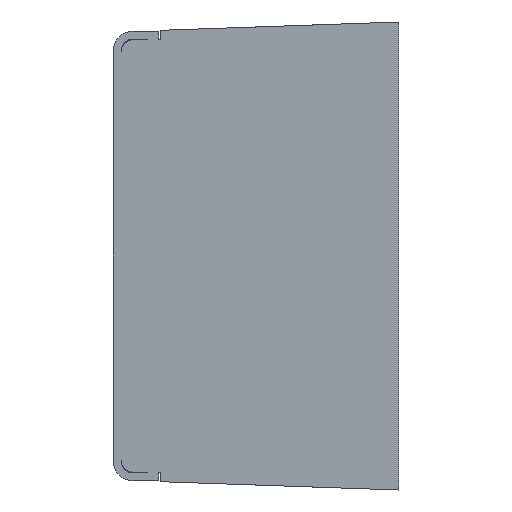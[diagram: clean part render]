
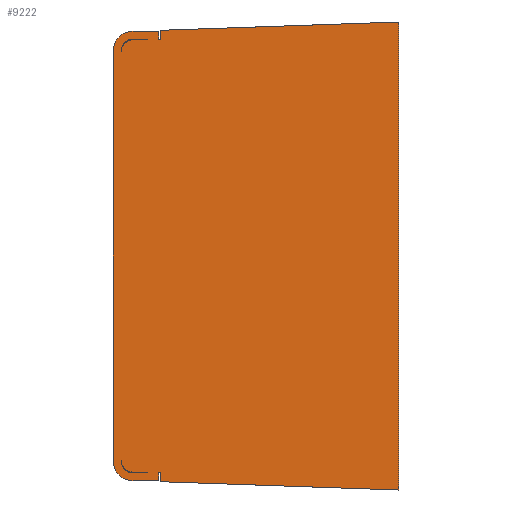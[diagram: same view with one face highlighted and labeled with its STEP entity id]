
A CAD part, left-side view. The second image highlights one B-rep face of the part: STEP entity #9222.
In plain terms, the highlighted planar face has unit normal (-1, 0, 0).
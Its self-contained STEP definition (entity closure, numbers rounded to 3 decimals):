
#806=CARTESIAN_POINT('',(0.,69.998,-7.304));
#807=CARTESIAN_POINT('',(0.,69.977,-6.99));
#808=CARTESIAN_POINT('',(0.,69.843,-6.418));
#809=CARTESIAN_POINT('',(0.,69.393,-5.614));
#810=CARTESIAN_POINT('',(0.,68.727,-4.991));
#811=CARTESIAN_POINT('',(0.,67.9,-4.591));
#812=CARTESIAN_POINT('',(0.,67.31,-4.5));
#813=CARTESIAN_POINT('',(0.,67.,-4.5));
#815=DIRECTION('',(0.,-1.,0.));
#816=VECTOR('',#815,3.6);
#817=CARTESIAN_POINT('',(0.,67.,-4.5));
#818=LINE('',#817,#816);
#819=DIRECTION('',(0.,1.,0.));
#820=VECTOR('',#819,3.);
#821=CARTESIAN_POINT('',(0.,64.,-4.3));
#822=LINE('',#821,#820);
#823=CARTESIAN_POINT('',(0.,67.,-4.3));
#824=CARTESIAN_POINT('',(0.,67.268,-4.3));
#825=CARTESIAN_POINT('',(0.,67.783,-4.369));
#826=CARTESIAN_POINT('',(0.,68.518,-4.672));
#827=CARTESIAN_POINT('',(0.,69.146,-5.155));
#828=CARTESIAN_POINT('',(0.,69.628,-5.782));
#829=CARTESIAN_POINT('',(0.,69.932,-6.519));
#830=CARTESIAN_POINT('',(0.,69.998,-7.029));
#831=CARTESIAN_POINT('',(0.,69.998,-7.304));
#833=DIRECTION('',(0.,1.,0.));
#834=VECTOR('',#833,0.673);
#835=CARTESIAN_POINT('',(0.,60.,-113.5));
#836=LINE('',#835,#834);
#837=DIRECTION('',(0.,0.,-1.));
#838=VECTOR('',#837,1.5);
#839=CARTESIAN_POINT('',(0.,60.5,-114.2));
#840=LINE('',#839,#838);
#841=DIRECTION('',(0.,1.,0.));
#842=VECTOR('',#841,6.5);
#843=CARTESIAN_POINT('',(0.,60.5,-115.7));
#844=LINE('',#843,#842);
#845=CARTESIAN_POINT('',(0.,67.,-110.7));
#846=DIRECTION('',(-1.,0.,0.));
#847=DIRECTION('',(0.,1.,0.));
#848=AXIS2_PLACEMENT_3D('',#845,#846,#847);
#850=DIRECTION('',(0.,0.,1.));
#851=VECTOR('',#850,103.4);
#852=CARTESIAN_POINT('',(0.,72.,-110.7));
#853=LINE('',#852,#851);
#854=CARTESIAN_POINT('',(0.,67.,-7.3));
#855=DIRECTION('',(-1.,0.,0.));
#856=DIRECTION('',(0.,0.,1.));
#857=AXIS2_PLACEMENT_3D('',#854,#855,#856);
#859=DIRECTION('',(0.,-1.,0.));
#860=VECTOR('',#859,6.5);
#861=CARTESIAN_POINT('',(0.,67.,-2.3));
#862=LINE('',#861,#860);
#863=DIRECTION('',(0.,0.,-1.));
#864=VECTOR('',#863,1.5);
#865=CARTESIAN_POINT('',(0.,60.5,-2.3));
#866=LINE('',#865,#864);
#867=DIRECTION('',(0.,-1.,0.));
#868=VECTOR('',#867,0.673);
#869=CARTESIAN_POINT('',(0.,60.673,-4.5));
#870=LINE('',#869,#868);
#871=DIRECTION('',(0.,0.,1.));
#872=VECTOR('',#871,2.405);
#873=CARTESIAN_POINT('',(0.,60.,-4.5));
#874=LINE('',#873,#872);
#875=DIRECTION('',(0.,-0.999,0.035));
#876=VECTOR('',#875,60.037);
#877=CARTESIAN_POINT('',(0.,60.,-2.095));
#878=LINE('',#877,#876);
#879=DIRECTION('',(0.,0.,-1.));
#880=VECTOR('',#879,118.);
#881=CARTESIAN_POINT('',(0.,0.,0.));
#882=LINE('',#881,#880);
#883=DIRECTION('',(0.,0.999,0.035));
#884=VECTOR('',#883,60.037);
#885=CARTESIAN_POINT('',(0.,0.,-118.));
#886=LINE('',#885,#884);
#887=DIRECTION('',(0.,0.,1.));
#888=VECTOR('',#887,2.405);
#889=CARTESIAN_POINT('',(0.,60.,-115.905));
#890=LINE('',#889,#888);
#891=CARTESIAN_POINT('',(0.,69.998,-110.696));
#892=CARTESIAN_POINT('',(0.,69.998,-110.971));
#893=CARTESIAN_POINT('',(0.,69.932,-111.481));
#894=CARTESIAN_POINT('',(0.,69.628,-112.218));
#895=CARTESIAN_POINT('',(0.,69.146,-112.845));
#896=CARTESIAN_POINT('',(0.,68.518,-113.328));
#897=CARTESIAN_POINT('',(0.,67.783,-113.631));
#898=CARTESIAN_POINT('',(0.,67.268,-113.7));
#899=CARTESIAN_POINT('',(0.,67.,-113.7));
#901=DIRECTION('',(0.,1.,0.));
#902=VECTOR('',#901,3.);
#903=CARTESIAN_POINT('',(0.,64.,-113.7));
#904=LINE('',#903,#902);
#905=DIRECTION('',(0.,1.,0.));
#906=VECTOR('',#905,3.6);
#907=CARTESIAN_POINT('',(0.,63.4,-113.5));
#908=LINE('',#907,#906);
#909=CARTESIAN_POINT('',(0.,67.,-113.5));
#910=CARTESIAN_POINT('',(0.,67.31,-113.5));
#911=CARTESIAN_POINT('',(0.,67.9,-113.409));
#912=CARTESIAN_POINT('',(0.,68.727,-113.009));
#913=CARTESIAN_POINT('',(0.,69.393,-112.386));
#914=CARTESIAN_POINT('',(0.,69.843,-111.582));
#915=CARTESIAN_POINT('',(0.,69.977,-111.01));
#916=CARTESIAN_POINT('',(0.,69.998,-110.696));
#1145=CARTESIAN_POINT('',(0.,62.,-114.2));
#1146=DIRECTION('',(-1.,0.,0.));
#1147=DIRECTION('',(0.,-1.,0.));
#1148=AXIS2_PLACEMENT_3D('',#1145,#1146,#1147);
#1158=CARTESIAN_POINT('',(0.,64.,-112.7));
#1159=DIRECTION('',(1.,0.,0.));
#1160=DIRECTION('',(0.,-0.6,-0.8));
#1161=AXIS2_PLACEMENT_3D('',#1158,#1159,#1160);
#1296=CARTESIAN_POINT('',(0.,62.,-3.8));
#1297=DIRECTION('',(-1.,0.,0.));
#1298=DIRECTION('',(0.,-0.884,-0.467));
#1299=AXIS2_PLACEMENT_3D('',#1296,#1297,#1298);
#1377=CARTESIAN_POINT('',(0.,64.,-5.3));
#1378=DIRECTION('',(1.,0.,0.));
#1379=DIRECTION('',(0.,0.,1.));
#1380=AXIS2_PLACEMENT_3D('',#1377,#1378,#1379);
#6541=CARTESIAN_POINT('',(0.,0.,0.));
#6542=CARTESIAN_POINT('',(0.,0.,-118.));
#6543=VERTEX_POINT('',#6541);
#6544=VERTEX_POINT('',#6542);
#6545=CARTESIAN_POINT('',(0.,60.,-115.905));
#6546=VERTEX_POINT('',#6545);
#6547=CARTESIAN_POINT('',(0.,60.,-113.5));
#6548=VERTEX_POINT('',#6547);
#6549=CARTESIAN_POINT('',(0.,60.,-4.5));
#6550=CARTESIAN_POINT('',(0.,60.,-2.095));
#6551=VERTEX_POINT('',#6549);
#6552=VERTEX_POINT('',#6550);
#6601=CARTESIAN_POINT('',(0.,67.,-4.5));
#6602=VERTEX_POINT('',#6601);
#6603=CARTESIAN_POINT('',(0.,67.,-113.5));
#6604=VERTEX_POINT('',#6603);
#7990=CARTESIAN_POINT('',(0.,60.5,-2.3));
#7992=VERTEX_POINT('',#7990);
#7994=CARTESIAN_POINT('',(0.,60.5,-115.7));
#7996=VERTEX_POINT('',#7994);
#7998=CARTESIAN_POINT('',(0.,72.,-110.7));
#7999=CARTESIAN_POINT('',(0.,67.,-115.7));
#8000=VERTEX_POINT('',#7998);
#8001=VERTEX_POINT('',#7999);
#8006=CARTESIAN_POINT('',(0.,67.,-2.3));
#8007=CARTESIAN_POINT('',(0.,72.,-7.3));
#8008=VERTEX_POINT('',#8006);
#8009=VERTEX_POINT('',#8007);
#8014=VERTEX_POINT('',#891);
#8015=VERTEX_POINT('',#899);
#8016=VERTEX_POINT('',#823);
#8017=VERTEX_POINT('',#831);
#8022=CARTESIAN_POINT('',(0.,60.5,-114.2));
#8024=VERTEX_POINT('',#8022);
#8026=CARTESIAN_POINT('',(0.,60.5,-3.8));
#8028=VERTEX_POINT('',#8026);
#8075=CARTESIAN_POINT('',(0.,64.,-113.7));
#8077=VERTEX_POINT('',#8075);
#8078=CARTESIAN_POINT('',(0.,64.,-4.3));
#8080=VERTEX_POINT('',#8078);
#8086=CARTESIAN_POINT('',(0.,60.673,-113.5));
#8088=VERTEX_POINT('',#8086);
#8104=CARTESIAN_POINT('',(0.,63.4,-113.5));
#8105=VERTEX_POINT('',#8104);
#8130=CARTESIAN_POINT('',(0.,63.4,-4.5));
#8131=VERTEX_POINT('',#8130);
#8138=CARTESIAN_POINT('',(0.,60.673,-4.5));
#8139=VERTEX_POINT('',#8138);
#9162=CARTESIAN_POINT('',(0.,0.,-59.));
#9163=DIRECTION('',(1.,0.,0.));
#9164=DIRECTION('',(0.,0.,-1.));
#9165=AXIS2_PLACEMENT_3D('',#9162,#9163,#9164);
#9166=PLANE('',#9165);
#9168=ORIENTED_EDGE('',*,*,#9167,.T.);
#9170=ORIENTED_EDGE('',*,*,#9169,.F.);
#9172=ORIENTED_EDGE('',*,*,#9171,.T.);
#9174=ORIENTED_EDGE('',*,*,#9173,.T.);
#9176=ORIENTED_EDGE('',*,*,#9175,.F.);
#9178=ORIENTED_EDGE('',*,*,#9177,.T.);
#9180=ORIENTED_EDGE('',*,*,#9179,.F.);
#9182=ORIENTED_EDGE('',*,*,#9181,.T.);
#9184=ORIENTED_EDGE('',*,*,#9183,.T.);
#9186=ORIENTED_EDGE('',*,*,#9185,.F.);
#9188=ORIENTED_EDGE('',*,*,#9187,.T.);
#9190=ORIENTED_EDGE('',*,*,#9189,.T.);
#9192=ORIENTED_EDGE('',*,*,#9191,.T.);
#9194=ORIENTED_EDGE('',*,*,#9193,.T.);
#9196=ORIENTED_EDGE('',*,*,#9195,.T.);
#9198=ORIENTED_EDGE('',*,*,#9197,.T.);
#9199=EDGE_LOOP('',(#9168,#9170,#9172,#9174,#9176,#9178,#9180,#9182,#9184,#9186,
#9188,#9190,#9192,#9194,#9196,#9198));
#9200=FACE_OUTER_BOUND('',#9199,.F.);
#9202=ORIENTED_EDGE('',*,*,#9201,.T.);
#9204=ORIENTED_EDGE('',*,*,#9203,.T.);
#9206=ORIENTED_EDGE('',*,*,#9205,.F.);
#9208=ORIENTED_EDGE('',*,*,#9207,.T.);
#9209=ORIENTED_EDGE('',*,*,#8963,.T.);
#9210=EDGE_LOOP('',(#9202,#9204,#9206,#9208,#9209));
#9211=FACE_BOUND('',#9210,.F.);
#9212=ORIENTED_EDGE('',*,*,#9055,.T.);
#9214=ORIENTED_EDGE('',*,*,#9213,.F.);
#9216=ORIENTED_EDGE('',*,*,#9215,.F.);
#9218=ORIENTED_EDGE('',*,*,#9217,.T.);
#9219=ORIENTED_EDGE('',*,*,#9139,.T.);
#9220=EDGE_LOOP('',(#9212,#9214,#9216,#9218,#9219));
#9221=FACE_BOUND('',#9220,.F.);
#9222=ADVANCED_FACE('',(#9200,#9211,#9221),#9166,.F.);
#814=B_SPLINE_CURVE_WITH_KNOTS('',3,(#806,#807,#808,#809,#810,#811,#812,#813),
.UNSPECIFIED.,.F.,.F.,(4,1,1,1,1,4),(0.,0.2,0.4,0.6,0.8,1.),
.UNSPECIFIED.);
#832=B_SPLINE_CURVE_WITH_KNOTS('',3,(#823,#824,#825,#826,#827,#828,#829,#830,
#831),.UNSPECIFIED.,.F.,.F.,(4,1,1,1,1,1,4),(0.,0.167,
0.333,0.5,0.667,0.833,1.),
.UNSPECIFIED.);
#849=CIRCLE('',#848,5.);
#858=CIRCLE('',#857,5.);
#900=B_SPLINE_CURVE_WITH_KNOTS('',3,(#891,#892,#893,#894,#895,#896,#897,#898,
#899),.UNSPECIFIED.,.F.,.F.,(4,1,1,1,1,1,4),(0.,0.167,
0.333,0.5,0.667,0.833,1.),
.UNSPECIFIED.);
#917=B_SPLINE_CURVE_WITH_KNOTS('',3,(#909,#910,#911,#912,#913,#914,#915,#916),
.UNSPECIFIED.,.F.,.F.,(4,1,1,1,1,4),(0.,0.2,0.4,0.6,0.8,1.),
.UNSPECIFIED.);
#1149=CIRCLE('',#1148,1.5);
#1162=CIRCLE('',#1161,1.);
#1300=CIRCLE('',#1299,1.5);
#1381=CIRCLE('',#1380,1.);
#8963=EDGE_CURVE('',#8016,#8017,#832,.T.);
#9055=EDGE_CURVE('',#8014,#8015,#900,.T.);
#9139=EDGE_CURVE('',#6604,#8014,#917,.T.);
#9167=EDGE_CURVE('',#6548,#8088,#836,.T.);
#9169=EDGE_CURVE('',#8024,#8088,#1149,.T.);
#9171=EDGE_CURVE('',#8024,#7996,#840,.T.);
#9173=EDGE_CURVE('',#7996,#8001,#844,.T.);
#9175=EDGE_CURVE('',#8000,#8001,#849,.T.);
#9177=EDGE_CURVE('',#8000,#8009,#853,.T.);
#9179=EDGE_CURVE('',#8008,#8009,#858,.T.);
#9181=EDGE_CURVE('',#8008,#7992,#862,.T.);
#9183=EDGE_CURVE('',#7992,#8028,#866,.T.);
#9185=EDGE_CURVE('',#8139,#8028,#1300,.T.);
#9187=EDGE_CURVE('',#8139,#6551,#870,.T.);
#9189=EDGE_CURVE('',#6551,#6552,#874,.T.);
#9191=EDGE_CURVE('',#6552,#6543,#878,.T.);
#9193=EDGE_CURVE('',#6543,#6544,#882,.T.);
#9195=EDGE_CURVE('',#6544,#6546,#886,.T.);
#9197=EDGE_CURVE('',#6546,#6548,#890,.T.);
#9201=EDGE_CURVE('',#8017,#6602,#814,.T.);
#9203=EDGE_CURVE('',#6602,#8131,#818,.T.);
#9205=EDGE_CURVE('',#8080,#8131,#1381,.T.);
#9207=EDGE_CURVE('',#8080,#8016,#822,.T.);
#9213=EDGE_CURVE('',#8077,#8015,#904,.T.);
#9215=EDGE_CURVE('',#8105,#8077,#1162,.T.);
#9217=EDGE_CURVE('',#8105,#6604,#908,.T.);
